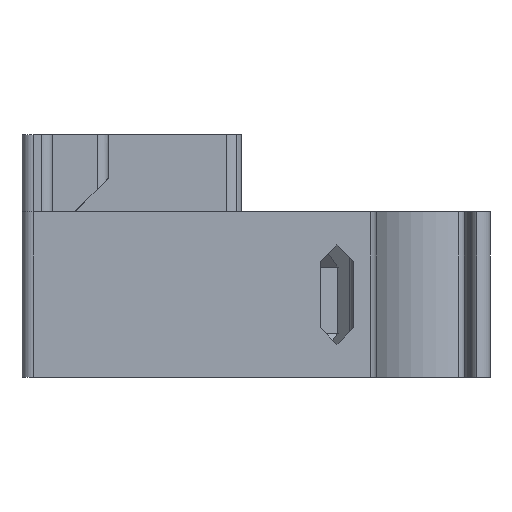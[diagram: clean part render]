
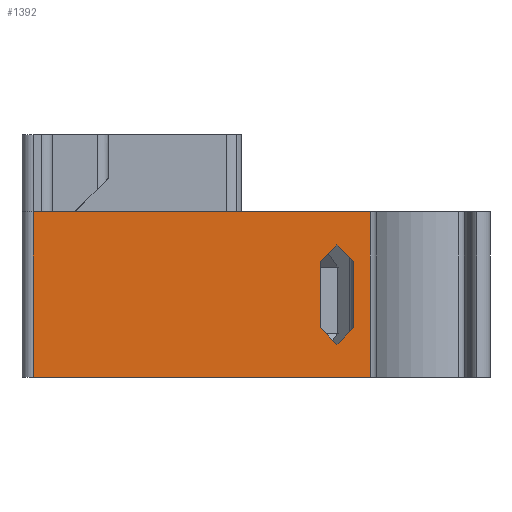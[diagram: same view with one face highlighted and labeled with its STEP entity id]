
A CAD part, left-side view. The second image highlights one B-rep face of the part: STEP entity #1392.
In plain terms, the highlighted planar face has unit normal (-1, 0, 0).
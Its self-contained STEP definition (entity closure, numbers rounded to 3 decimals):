
#116=FACE_BOUND('',#277,.T.);
#201=FACE_OUTER_BOUND('',#276,.T.);
#276=EDGE_LOOP('',(#1270,#1271,#1272,#1273));
#277=EDGE_LOOP('',(#1274,#1275,#1276,#1277,#1278,#1279));
#343=LINE('',#2286,#476);
#346=LINE('',#2292,#479);
#349=LINE('',#2298,#482);
#352=LINE('',#2304,#485);
#355=LINE('',#2310,#488);
#358=LINE('',#2314,#491);
#360=LINE('',#2323,#493);
#383=LINE('',#2403,#516);
#402=LINE('',#2470,#535);
#410=LINE('',#2486,#543);
#476=VECTOR('',#1742,10.);
#479=VECTOR('',#1747,10.);
#482=VECTOR('',#1752,10.);
#485=VECTOR('',#1757,10.);
#488=VECTOR('',#1762,10.);
#491=VECTOR('',#1767,10.);
#493=VECTOR('',#1775,10.);
#516=VECTOR('',#1850,10.);
#535=VECTOR('',#1919,10.);
#543=VECTOR('',#1943,10.);
#609=VERTEX_POINT('',#2283);
#610=VERTEX_POINT('',#2285);
#612=VERTEX_POINT('',#2291);
#614=VERTEX_POINT('',#2297);
#616=VERTEX_POINT('',#2303);
#618=VERTEX_POINT('',#2309);
#619=VERTEX_POINT('',#2316);
#622=VERTEX_POINT('',#2321);
#653=VERTEX_POINT('',#2402);
#676=VERTEX_POINT('',#2468);
#775=EDGE_CURVE('',#610,#609,#343,.T.);
#778=EDGE_CURVE('',#612,#610,#346,.T.);
#781=EDGE_CURVE('',#614,#612,#349,.T.);
#784=EDGE_CURVE('',#616,#614,#352,.T.);
#787=EDGE_CURVE('',#618,#616,#355,.T.);
#790=EDGE_CURVE('',#609,#618,#358,.T.);
#794=EDGE_CURVE('',#622,#619,#360,.T.);
#834=EDGE_CURVE('',#653,#619,#383,.T.);
#869=EDGE_CURVE('',#676,#622,#402,.T.);
#877=EDGE_CURVE('',#653,#676,#410,.T.);
#1270=ORIENTED_EDGE('',*,*,#794,.F.);
#1271=ORIENTED_EDGE('',*,*,#869,.F.);
#1272=ORIENTED_EDGE('',*,*,#877,.F.);
#1273=ORIENTED_EDGE('',*,*,#834,.T.);
#1274=ORIENTED_EDGE('',*,*,#775,.T.);
#1275=ORIENTED_EDGE('',*,*,#790,.T.);
#1276=ORIENTED_EDGE('',*,*,#787,.T.);
#1277=ORIENTED_EDGE('',*,*,#784,.T.);
#1278=ORIENTED_EDGE('',*,*,#781,.T.);
#1279=ORIENTED_EDGE('',*,*,#778,.T.);
#1320=PLANE('',#1550);
#1392=ADVANCED_FACE('',(#201,#116),#1320,.T.);
#1550=AXIS2_PLACEMENT_3D('',#2490,#1950,#1951);
#1742=DIRECTION('',(0.,0.707,0.707));
#1747=DIRECTION('',(0.,0.707,-0.707));
#1752=DIRECTION('',(0.,0.,-1.));
#1757=DIRECTION('',(0.,-0.707,-0.707));
#1762=DIRECTION('',(0.,-0.707,0.707));
#1767=DIRECTION('',(0.,0.,1.));
#1775=DIRECTION('',(0.,0.,-1.));
#1850=DIRECTION('',(0.,-1.,0.));
#1919=DIRECTION('',(0.,-1.,0.));
#1943=DIRECTION('',(0.,0.,1.));
#1950=DIRECTION('center_axis',(-1.,0.,0.));
#1951=DIRECTION('ref_axis',(0.,-1.,0.));
#2283=CARTESIAN_POINT('',(-5.,9.246,4.5));
#2285=CARTESIAN_POINT('',(-5.,7.746,3.));
#2286=CARTESIAN_POINT('',(-5.,14.134,9.389));
#2291=CARTESIAN_POINT('',(-5.,6.246,4.5));
#2292=CARTESIAN_POINT('',(-5.,14.884,-4.139));
#2297=CARTESIAN_POINT('',(-5.,6.246,10.5));
#2298=CARTESIAN_POINT('',(-5.,6.246,5.25));
#2303=CARTESIAN_POINT('',(-5.,7.746,12.));
#2304=CARTESIAN_POINT('',(-5.,11.884,16.139));
#2309=CARTESIAN_POINT('',(-5.,9.246,10.5));
#2310=CARTESIAN_POINT('',(-5.,18.634,1.111));
#2314=CARTESIAN_POINT('',(-5.,9.246,2.25));
#2316=CARTESIAN_POINT('',(-5.,4.746,0.));
#2321=CARTESIAN_POINT('',(-5.,4.746,15.));
#2323=CARTESIAN_POINT('',(-5.,4.746,0.));
#2402=CARTESIAN_POINT('',(-5.,35.3,0.));
#2403=CARTESIAN_POINT('',(-5.,36.3,0.));
#2468=CARTESIAN_POINT('',(-5.,35.3,15.));
#2470=CARTESIAN_POINT('',(-5.,36.3,15.));
#2486=CARTESIAN_POINT('',(-5.,35.3,0.));
#2490=CARTESIAN_POINT('Origin',(-5.,36.3,0.));
